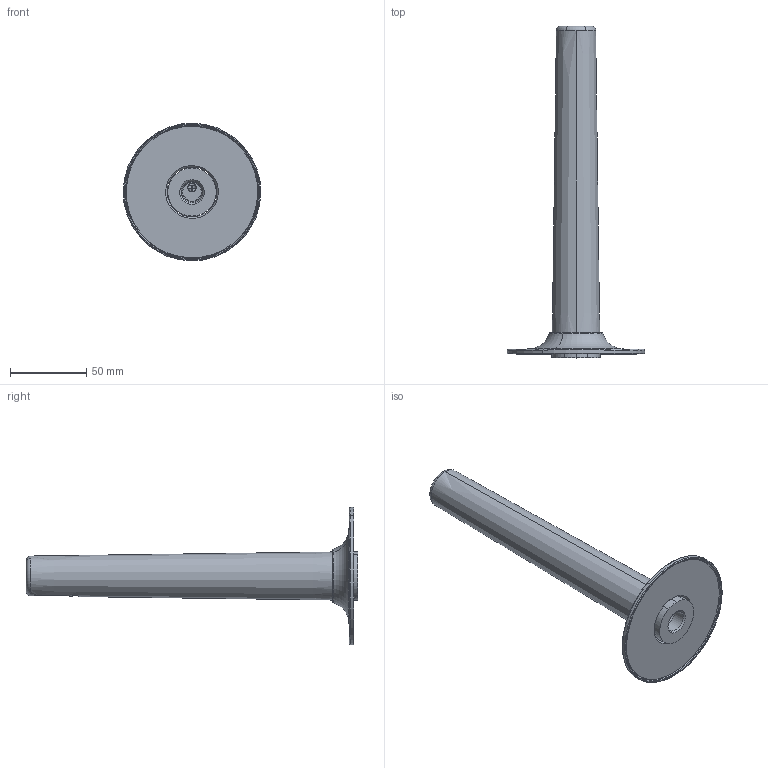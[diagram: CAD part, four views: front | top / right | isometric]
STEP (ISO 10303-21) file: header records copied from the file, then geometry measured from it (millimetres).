
FILE_DESCRIPTION(('CATIA V5 STEP Exchange'),'2;1');
FILE_NAME('VI 00024 0 Bocca di erogazione.stp','2018-11-19T08:41:14+00:00',('none'),('none'),'Version 5-6 Release 2013','CATIA V5 STEP AP203','none');
FILE_SCHEMA(('CONFIG_CONTROL_DESIGN'));
Length unit declared in the file: millimetre
Products named in the file (1): VI 00024 0
Bounding box: 89.97 x 217 x 89.97 mm (x, y, z)
Volume: 136514.7 mm3; surface area: 47131.3 mm2
Topology: 2 solids, 4 shells, 261 faces, 635 edges, 411 vertices
Faces by surface type: plane 161, cylinder 61, torus 17, cone 16, bspline 6
Entity records: 7174 total; most frequent: CARTESIAN_POINT 1666, ORIENTED_EDGE 1266, DIRECTION 824, EDGE_CURVE 633, VERTEX_POINT 411, VECTOR 408, LINE 408, EDGE_LOOP 298
